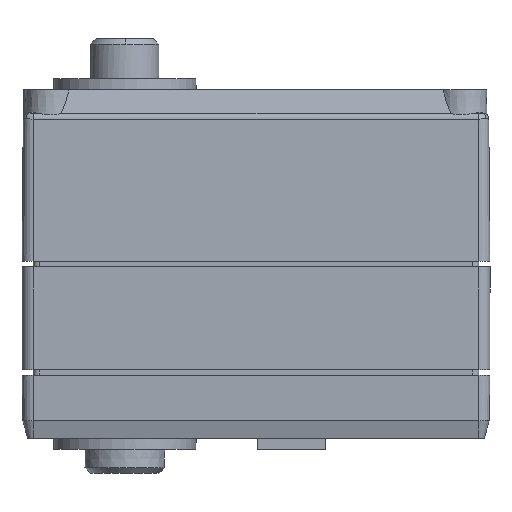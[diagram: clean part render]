
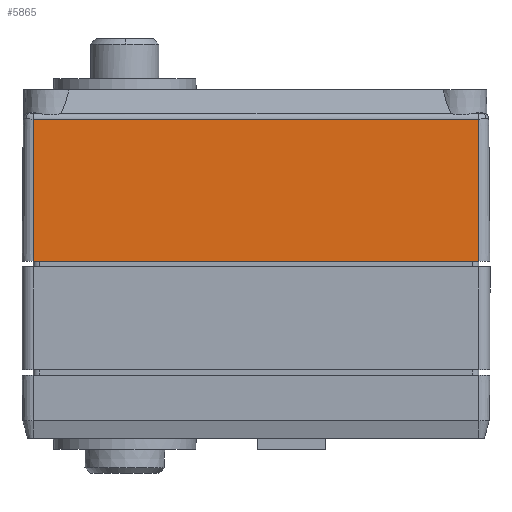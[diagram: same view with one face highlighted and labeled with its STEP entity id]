
A CAD part, left-side view. The second image highlights one B-rep face of the part: STEP entity #5865.
In plain terms, the highlighted planar face has unit normal (-1, 0, 0.009).
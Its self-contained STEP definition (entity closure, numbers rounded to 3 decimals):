
#5408=CARTESIAN_POINT('',(-10.5,-31.0,0.5));
#5409=VERTEX_POINT('',#5408);
#5443=CARTESIAN_POINT('',(-10.391,-31.0,12.95));
#5444=VERTEX_POINT('',#5443);
#5461=CARTESIAN_POINT('',(-10.446,-31.0,6.725));
#5462=DIRECTION('',(0.009,0.0,1.));
#5463=VECTOR('',#5462,1.);
#5464=LINE('',#5461,#5463);
#5465=EDGE_CURVE('',#5409,#5444,#5464,.T.);
#5790=CARTESIAN_POINT('',(-10.391,8.,12.95));
#5791=VERTEX_POINT('',#5790);
#5837=CARTESIAN_POINT('',(-10.391,-31.0,12.95));
#5838=DIRECTION('',(-1.,0.0,0.009));
#5839=DIRECTION('',(0.0,1.0,0.0));
#5840=AXIS2_PLACEMENT_3D('',#5837,#5838,#5839);
#5841=PLANE('',#5840);
#5842=CARTESIAN_POINT('',(-10.391,-11.5,12.95));
#5843=DIRECTION('',(0.0,-1.0,0.0));
#5844=VECTOR('',#5843,1.0);
#5845=LINE('',#5842,#5844);
#5846=EDGE_CURVE('',#5791,#5444,#5845,.T.);
#5847=ORIENTED_EDGE('',*,*,#5846,.F.);
#5848=CARTESIAN_POINT('',(-10.5,8.0,0.5));
#5849=VERTEX_POINT('',#5848);
#5850=CARTESIAN_POINT('',(-10.446,8.0,6.74));
#5851=DIRECTION('',(0.009,0.0,1.));
#5852=VECTOR('',#5851,1.);
#5853=LINE('',#5850,#5852);
#5854=EDGE_CURVE('',#5849,#5791,#5853,.T.);
#5855=ORIENTED_EDGE('',*,*,#5854,.F.);
#5856=CARTESIAN_POINT('',(-10.5,-11.5,0.5));
#5857=DIRECTION('',(0.0,1.0,0.0));
#5858=VECTOR('',#5857,1.0);
#5859=LINE('',#5856,#5858);
#5860=EDGE_CURVE('',#5409,#5849,#5859,.T.);
#5861=ORIENTED_EDGE('',*,*,#5860,.F.);
#5862=ORIENTED_EDGE('',*,*,#5465,.T.);
#5863=EDGE_LOOP('',(#5847,#5855,#5861,#5862));
#5864=FACE_OUTER_BOUND('',#5863,.T.);
#5865=ADVANCED_FACE('',(#5864),#5841,.T.);
